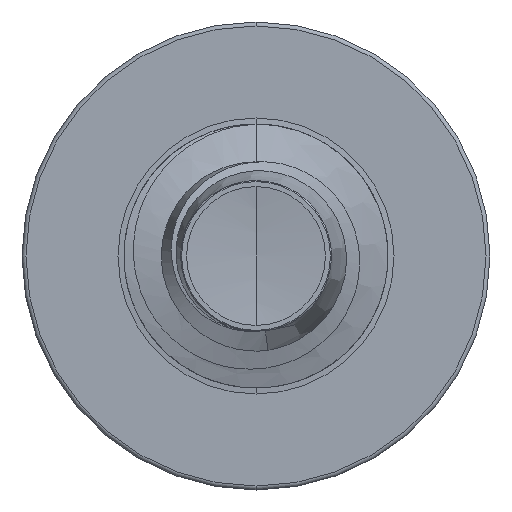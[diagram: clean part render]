
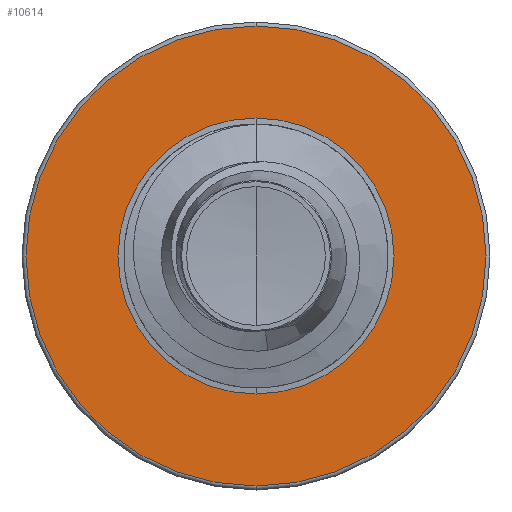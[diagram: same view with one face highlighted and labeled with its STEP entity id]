
A CAD part, front view. The second image highlights one B-rep face of the part: STEP entity #10614.
In plain terms, the highlighted planar face has unit normal (0, -1, 0).
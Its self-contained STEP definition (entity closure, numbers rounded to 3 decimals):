
#647 = DIRECTION ( 'NONE',  ( 0., 0., 1. ) ) ;
#686 = DIRECTION ( 'NONE',  ( 0., 1., 0. ) ) ;
#708 = CARTESIAN_POINT ( 'NONE',  ( 0., 5., 0. ) ) ;
#796 = AXIS2_PLACEMENT_3D ( 'NONE', #708, #686, #647 ) ;
#1089 = AXIS2_PLACEMENT_3D ( 'NONE', #3949, #3881, #3866 ) ;
#1344 = EDGE_LOOP ( 'NONE', ( #12138, #3426 ) ) ;
#1859 = FACE_BOUND ( 'NONE', #1344, .T. ) ;
#2309 = EDGE_CURVE ( 'NONE', #9333, #12172, #9083, .T. ) ;
#3059 = CARTESIAN_POINT ( 'NONE',  ( 0., 5., 1.917 ) ) ;
#3426 = ORIENTED_EDGE ( 'NONE', *, *, #2309, .T. ) ;
#3783 = EDGE_LOOP ( 'NONE', ( #8618, #8275 ) ) ;
#3866 = DIRECTION ( 'NONE',  ( 0., 0., 1. ) ) ;
#3881 = DIRECTION ( 'NONE',  ( 0., 1., 0. ) ) ;
#3949 = CARTESIAN_POINT ( 'NONE',  ( 0., 5., 0. ) ) ;
#4556 = CARTESIAN_POINT ( 'NONE',  ( 0., 5., -1.917 ) ) ;
#5263 = CARTESIAN_POINT ( 'NONE',  ( 0., 5., -1.15 ) ) ;
#5339 = DIRECTION ( 'NONE',  ( 0., 0., 1. ) ) ;
#5372 = DIRECTION ( 'NONE',  ( 0., 1., 0. ) ) ;
#5402 = CARTESIAN_POINT ( 'NONE',  ( 0., 5., 0. ) ) ;
#5739 = DIRECTION ( 'NONE',  ( 0., 0., 1. ) ) ;
#5755 = DIRECTION ( 'NONE',  ( 0., 1., 0. ) ) ;
#5895 = PLANE ( 'NONE',  #10150 ) ;
#6098 = AXIS2_PLACEMENT_3D ( 'NONE', #6693, #6688, #6681 ) ;
#6282 = CARTESIAN_POINT ( 'NONE',  ( 0., 5., -1.15 ) ) ;
#6681 = DIRECTION ( 'NONE',  ( 0., 0., 1. ) ) ;
#6688 = DIRECTION ( 'NONE',  ( 0., 1., 0. ) ) ;
#6693 = CARTESIAN_POINT ( 'NONE',  ( 0., 5., 0. ) ) ;
#6889 = CARTESIAN_POINT ( 'NONE',  ( 0., 5., 1.15 ) ) ;
#7548 = CIRCLE ( 'NONE', #6098, 1.15 ) ;
#8191 = FACE_OUTER_BOUND ( 'NONE', #3783, .T. ) ;
#8275 = ORIENTED_EDGE ( 'NONE', *, *, #10760, .F. ) ;
#8618 = ORIENTED_EDGE ( 'NONE', *, *, #10631, .F. ) ;
#9083 = CIRCLE ( 'NONE', #1089, 1.15 ) ;
#9333 = VERTEX_POINT ( 'NONE', #5263 ) ;
#9656 = AXIS2_PLACEMENT_3D ( 'NONE', #5402, #5372, #5339 ) ;
#9747 = CIRCLE ( 'NONE', #796, 1.917 ) ;
#9829 = VERTEX_POINT ( 'NONE', #4556 ) ;
#10150 = AXIS2_PLACEMENT_3D ( 'NONE', #6282, #5755, #5739 ) ;
#10213 = VERTEX_POINT ( 'NONE', #3059 ) ;
#10614 = ADVANCED_FACE ( 'NONE', ( #8191, #1859 ), #5895, .F. ) ;
#10631 = EDGE_CURVE ( 'NONE', #10213, #9829, #12031, .T. ) ;
#10760 = EDGE_CURVE ( 'NONE', #9829, #10213, #9747, .T. ) ;
#10816 = EDGE_CURVE ( 'NONE', #12172, #9333, #7548, .T. ) ;
#12031 = CIRCLE ( 'NONE', #9656, 1.917 ) ;
#12138 = ORIENTED_EDGE ( 'NONE', *, *, #10816, .T. ) ;
#12172 = VERTEX_POINT ( 'NONE', #6889 ) ;
